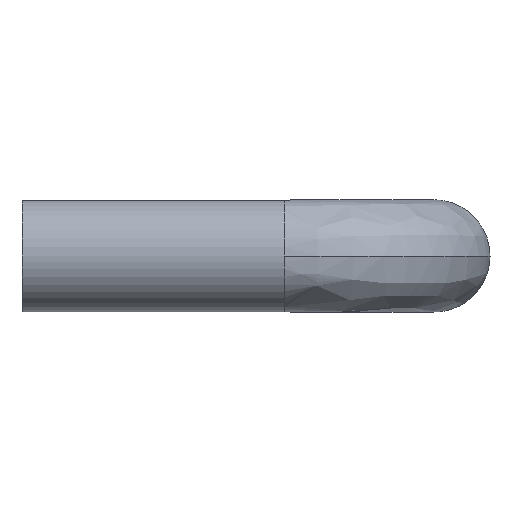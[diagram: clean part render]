
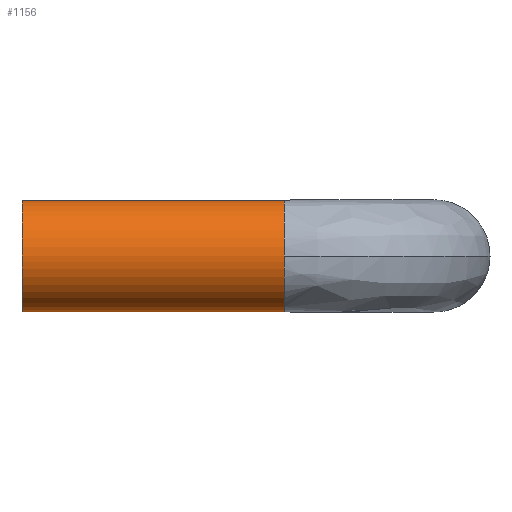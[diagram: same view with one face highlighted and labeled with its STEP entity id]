
A CAD part, left-side view. The second image highlights one B-rep face of the part: STEP entity #1156.
In plain terms, the highlighted free-form (B-spline) face has degree [2, 1] with [5, 2] control points.
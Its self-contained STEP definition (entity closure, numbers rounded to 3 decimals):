
#710=CARTESIAN_POINT('',(-6.,-28.,0.));
#711=VERTEX_POINT('',#710);
#742=CARTESIAN_POINT('',(-0.471,-28.,5.982));
#743=VERTEX_POINT('',#742);
#759=CARTESIAN_POINT('',(-6.,-28.,0.));
#760=CARTESIAN_POINT('',(-6.,-28.,5.546));
#761=CARTESIAN_POINT('',(-0.471,-28.,5.982));
#769=(BOUNDED_CURVE()B_SPLINE_CURVE(2,(#759,#760,#761),.UNSPECIFIED.,.F.,.U.)B_SPLINE_CURVE_WITH_KNOTS((3,3),(0.0,0.473),.UNSPECIFIED.)CURVE()GEOMETRIC_REPRESENTATION_ITEM()RATIONAL_B_SPLINE_CURVE((1.0,0.723,0.97))REPRESENTATION_ITEM(''));
#770=EDGE_CURVE('',#711,#743,#769,.T.);
#805=CARTESIAN_POINT('',(0.471,-28.,-5.982));
#806=VERTEX_POINT('',#805);
#807=CARTESIAN_POINT('',(0.471,-28.,-5.982));
#808=CARTESIAN_POINT('',(0.236,-28.,-6.));
#809=CARTESIAN_POINT('',(0.,-28.,-6.));
#810=CARTESIAN_POINT('',(-6.,-28.,-6.));
#811=CARTESIAN_POINT('',(-6.,-28.,0.));
#819=(BOUNDED_CURVE()B_SPLINE_CURVE(2,(#807,#808,#809,#810,#811),.UNSPECIFIED.,.F.,.U.)B_SPLINE_CURVE_WITH_KNOTS((3,2,3),(0.473,0.5,1.0),.UNSPECIFIED.)CURVE()GEOMETRIC_REPRESENTATION_ITEM()RATIONAL_B_SPLINE_CURVE((0.97,0.984,1.0,0.707,1.0))REPRESENTATION_ITEM(''));
#820=EDGE_CURVE('',#806,#711,#819,.T.);
#1054=CARTESIAN_POINT('',(0.471,0.,-5.982));
#1055=VERTEX_POINT('',#1054);
#1056=CARTESIAN_POINT('',(0.471,0.,-5.982));
#1057=CARTESIAN_POINT('',(0.471,-28.,-5.982));
#1058=QUASI_UNIFORM_CURVE('',1,(#1056,#1057),.UNSPECIFIED.,.F.,.U.);
#1059=EDGE_CURVE('',#1055,#806,#1058,.T.);
#1076=CARTESIAN_POINT('',(-0.471,0.,5.982));
#1077=VERTEX_POINT('',#1076);
#1093=CARTESIAN_POINT('',(-0.471,0.,5.982));
#1094=CARTESIAN_POINT('',(-0.471,-28.,5.982));
#1095=QUASI_UNIFORM_CURVE('',1,(#1093,#1094),.UNSPECIFIED.,.F.,.U.);
#1096=EDGE_CURVE('',#1077,#743,#1095,.T.);
#1102=CARTESIAN_POINT('',(-0.471,0.7,5.982));
#1103=CARTESIAN_POINT('',(-6.452,0.7,5.511));
#1104=CARTESIAN_POINT('',(-5.982,0.7,-0.471));
#1105=CARTESIAN_POINT('',(-5.511,0.7,-6.452));
#1106=CARTESIAN_POINT('',(0.471,0.7,-5.982));
#1107=CARTESIAN_POINT('',(-0.471,-28.718,5.982));
#1108=CARTESIAN_POINT('',(-6.452,-28.718,5.511));
#1109=CARTESIAN_POINT('',(-5.982,-28.718,-0.471));
#1110=CARTESIAN_POINT('',(-5.511,-28.718,-6.452));
#1111=CARTESIAN_POINT('',(0.471,-28.718,-5.982));
#1119=(BOUNDED_SURFACE()B_SPLINE_SURFACE(2,1,((#1102,#1107),(#1103,#1108),(#1104,#1109),(#1105,#1110),(#1106,#1111)),.UNSPECIFIED.,.F.,.F.,.U.)B_SPLINE_SURFACE_WITH_KNOTS((3,2,3),(2,2),(0.0,9.941,19.882),(0.0,29.418),.UNSPECIFIED.)GEOMETRIC_REPRESENTATION_ITEM()RATIONAL_B_SPLINE_SURFACE(((1.0,1.0),(0.707,0.707),(1.0,1.0),(0.707,0.707),(1.0,1.0)))REPRESENTATION_ITEM('')SURFACE());
#1120=ORIENTED_EDGE('',*,*,#820,.T.);
#1121=ORIENTED_EDGE('',*,*,#770,.T.);
#1122=ORIENTED_EDGE('',*,*,#1096,.F.);
#1123=CARTESIAN_POINT('',(-6.0,0.0,0.0));
#1124=VERTEX_POINT('',#1123);
#1125=CARTESIAN_POINT('',(-6.0,0.0,0.0));
#1126=CARTESIAN_POINT('',(-6.0,0.0,5.546));
#1127=CARTESIAN_POINT('',(-0.471,0.0,5.982));
#1135=(BOUNDED_CURVE()B_SPLINE_CURVE(2,(#1125,#1126,#1127),.UNSPECIFIED.,.F.,.U.)B_SPLINE_CURVE_WITH_KNOTS((3,3),(0.5,0.736),.UNSPECIFIED.)CURVE()GEOMETRIC_REPRESENTATION_ITEM()RATIONAL_B_SPLINE_CURVE((1.0,0.723,0.97))REPRESENTATION_ITEM(''));
#1136=EDGE_CURVE('',#1124,#1077,#1135,.T.);
#1137=ORIENTED_EDGE('',*,*,#1136,.F.);
#1138=CARTESIAN_POINT('',(0.471,0.0,-5.982));
#1139=CARTESIAN_POINT('',(0.236,0.0,-6.0));
#1140=CARTESIAN_POINT('',(0.0,0.0,-6.0));
#1141=CARTESIAN_POINT('',(-6.0,0.0,-6.0));
#1142=CARTESIAN_POINT('',(-6.0,0.0,0.0));
#1150=(BOUNDED_CURVE()B_SPLINE_CURVE(2,(#1138,#1139,#1140,#1141,#1142),.UNSPECIFIED.,.F.,.U.)B_SPLINE_CURVE_WITH_KNOTS((3,2,3),(0.236,0.25,0.5),.UNSPECIFIED.)CURVE()GEOMETRIC_REPRESENTATION_ITEM()RATIONAL_B_SPLINE_CURVE((0.97,0.984,1.0,0.707,1.0))REPRESENTATION_ITEM(''));
#1151=EDGE_CURVE('',#1055,#1124,#1150,.T.);
#1152=ORIENTED_EDGE('',*,*,#1151,.F.);
#1153=ORIENTED_EDGE('',*,*,#1059,.T.);
#1154=EDGE_LOOP('',(#1120,#1121,#1122,#1137,#1152,#1153));
#1155=FACE_OUTER_BOUND('',#1154,.T.);
#1156=ADVANCED_FACE('',(#1155),#1119,.T.);
